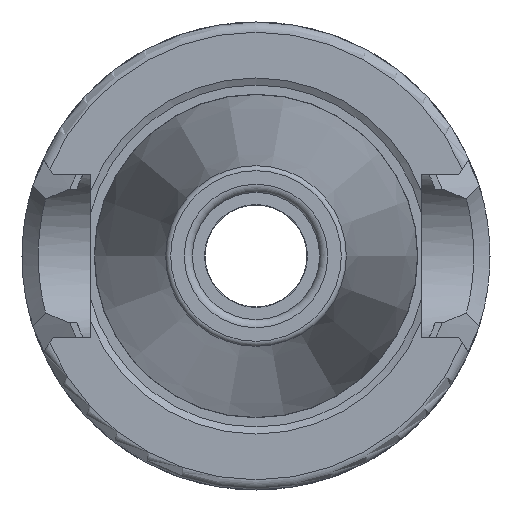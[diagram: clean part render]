
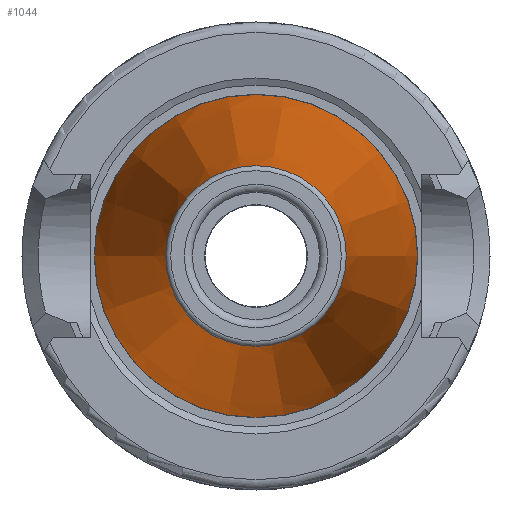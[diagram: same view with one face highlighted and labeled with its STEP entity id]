
A CAD part, left-side view. The second image highlights one B-rep face of the part: STEP entity #1044.
In plain terms, the highlighted conical face has half-angle 8.297 degrees and reference radius 12.377 mm.
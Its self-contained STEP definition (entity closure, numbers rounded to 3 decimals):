
#63=CONICAL_SURFACE('',#1183,12.377,0.145);
#147=LINE('',#2057,#201);
#201=VECTOR('',#1473,12.377);
#275=FACE_OUTER_BOUND('',#343,.T.);
#343=EDGE_LOOP('',(#944,#945,#946,#947,#948));
#404=CIRCLE('',#1180,8.879);
#405=CIRCLE('',#1181,8.879);
#407=CIRCLE('',#1184,15.875);
#508=VERTEX_POINT('',#2049);
#509=VERTEX_POINT('',#2050);
#510=VERTEX_POINT('',#2055);
#656=EDGE_CURVE('',#508,#509,#404,.T.);
#657=EDGE_CURVE('',#509,#508,#405,.T.);
#659=EDGE_CURVE('',#510,#510,#407,.T.);
#660=EDGE_CURVE('',#510,#508,#147,.T.);
#944=ORIENTED_EDGE('',*,*,#659,.F.);
#945=ORIENTED_EDGE('',*,*,#660,.T.);
#946=ORIENTED_EDGE('',*,*,#656,.T.);
#947=ORIENTED_EDGE('',*,*,#657,.T.);
#948=ORIENTED_EDGE('',*,*,#660,.F.);
#1044=ADVANCED_FACE('',(#275),#63,.T.);
#1180=AXIS2_PLACEMENT_3D('',#2051,#1463,#1464);
#1181=AXIS2_PLACEMENT_3D('',#2052,#1465,#1466);
#1183=AXIS2_PLACEMENT_3D('',#2054,#1469,#1470);
#1184=AXIS2_PLACEMENT_3D('',#2056,#1471,#1472);
#1463=DIRECTION('center_axis',(1.,0.,0.));
#1464=DIRECTION('ref_axis',(0.,0.,-1.));
#1465=DIRECTION('center_axis',(1.,0.,0.));
#1466=DIRECTION('ref_axis',(0.,0.,-1.));
#1469=DIRECTION('center_axis',(1.,0.,0.));
#1470=DIRECTION('ref_axis',(0.,1.,0.));
#1471=DIRECTION('center_axis',(1.,0.,0.));
#1472=DIRECTION('ref_axis',(0.,0.,-1.));
#1473=DIRECTION('',(-0.99,0.144,0.));
#2049=CARTESIAN_POINT('',(-47.972,-8.879,0.));
#2050=CARTESIAN_POINT('',(-47.972,0.,8.879));
#2051=CARTESIAN_POINT('Origin',(-47.972,0.,
0.));
#2052=CARTESIAN_POINT('Origin',(-47.972,0.,
0.));
#2054=CARTESIAN_POINT('Origin',(-23.986,0.,
0.));
#2055=CARTESIAN_POINT('',(0.,-15.875,0.));
#2056=CARTESIAN_POINT('Origin',(0.,0.,
0.));
#2057=CARTESIAN_POINT('',(-23.986,-12.377,0.));
